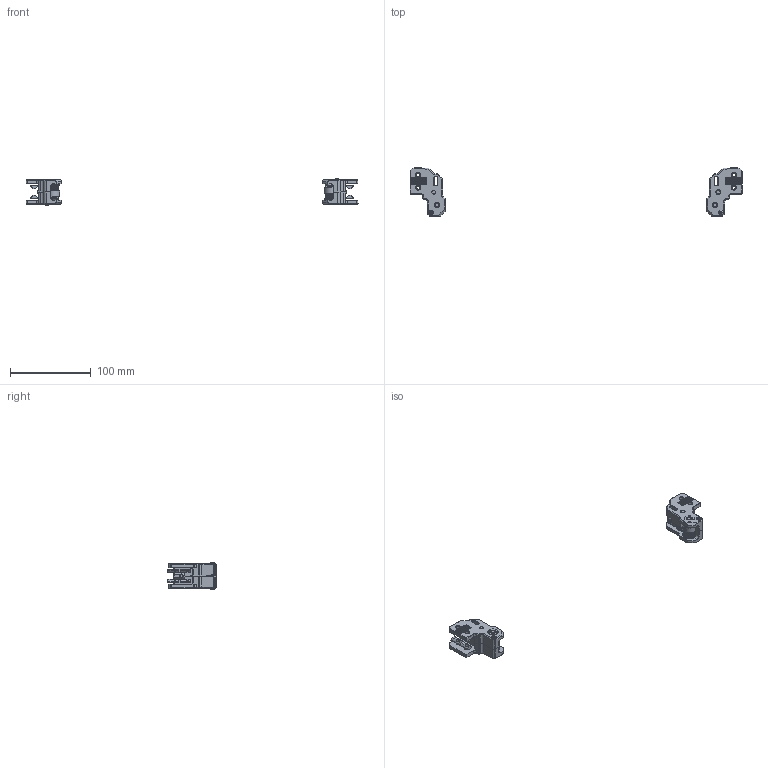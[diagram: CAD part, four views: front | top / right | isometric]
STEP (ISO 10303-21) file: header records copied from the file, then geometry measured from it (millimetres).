
FILE_DESCRIPTION(/* description */ ('','CAx-IF Rec.Pracs.---Representation and Presentation of Product Manufacturing Information (PMI)---4.0---2014-10-13'),/* implementation_level */ '2;1');
FILE_NAME(/* name */ '_1_Printed_V2_6mm_front_motorless_mounts_FT.step',/* time_stamp */ '2025-01-28T16:49:19+01:00',/* author */ (''),/* organization */ (''),/* preprocessor_version */ 'ST-DEVELOPER v20',/* originating_system */ 'Autodesk Translation Framework v13.20.0.188',/* authorisation */ '');
FILE_SCHEMA (('AP242_MANAGED_MODEL_BASED_3D_ENGINEERING_MIM_LF { 1 0 10303 442 1 1 4 }'));
Length unit declared in the file: millimetre
Products named in the file (20): _1_Printed_V2_6mm_front_motorless_mounts_FT; _Printed_V2_6mm_front_motorless_mount; _Printed_V2_6mm_front_motorless_mount_hardware; _Printed_6mm_front_motorless_mount_motion; _Printed_V2_6mm_front_motorless_mount_1; _Printed_V2_6mm_front_motorless_mount_hardware_1; M3x30 BHCS; M3xD5x4 threaded insert; M5x10 BHCS; M5 washer; M5 2020 drop-in T-nut; _Printed_6mm_front_motorless_mount_motion_1; GT2 20T 6mm pulley; Shim 1mm; D5x30 smooth pin; Shim 0.5mm; Printed_spacer; F695 flanged bearing; Printed_V2_6mm_front_motorless_mount_a; Printed_V2_6mm_front_motorless_mount_b
Assembly tree (52 placements, depth 4):
  _1_Printed_V2_6mm_front_motorless_mounts_FT
    _Printed_V2_6mm_front_motorless_mount
      _Printed_V2_6mm_front_motorless_mount_hardware
        M3x30 BHCS
        M3xD5x4 threaded insert
        M5x10 BHCS
        M5 2020 drop-in T-nut  x5
        M5 washer
      _Printed_6mm_front_motorless_mount_motion
        GT2 20T 6mm pulley
        F695 flanged bearing  x4
        Shim 1mm
        Shim 0.5mm  x3
        D5x30 smooth pin  x2
        Printed_spacer
      Printed_V2_6mm_front_motorless_mount_a
      Printed_V2_6mm_front_motorless_mount_b
    _Printed_V2_6mm_front_motorless_mount_1
      _Printed_V2_6mm_front_motorless_mount_hardware_1
        M3x30 BHCS
        M3xD5x4 threaded insert
        M5x10 BHCS
        M5 2020 drop-in T-nut  x5
        M5 washer
      _Printed_6mm_front_motorless_mount_motion_1
        GT2 20T 6mm pulley
        F695 flanged bearing  x4
        Shim 1mm
        Shim 0.5mm  x3
        D5x30 smooth pin  x2
        Printed_spacer
      Printed_V2_6mm_front_motorless_mount_a
      Printed_V2_6mm_front_motorless_mount_b
Bounding box: 410 x 59.55 x 33.3 mm (x, y, z)
Volume: 62635 mm3; surface area: 43457.2 mm2
Topology: 50 solids, 50 shells, 2096 faces, 5240 edges, 3342 vertices
Faces by surface type: plane 854, cylinder 678, cone 330, bspline 200, torus 30, sphere 4
Full cylindrical faces by diameter (mm): 2.9 x2, 3 x10, 3.4 x4, 4.2 x12, 4.25 x2, 4.6 x2, 4.7 x2, 5 x24, 5.2 x4, 5.3 x2, 5.366 x4, 5.4 x8, 5.6 x2, 5.7 x2, 6.2 x2, 6.5 x16, 8 x14, 8.8 x2, 9.5 x2, 10 x4, 11.5 x16, 13 x8, 15 x8, 15.5 x4, 16 x4, 17 x2
Entity records: 30768 total; most frequent: CARTESIAN_POINT 9162, DIRECTION 4419, ORIENTED_EDGE 4380, EDGE_CURVE 2190, AXIS2_PLACEMENT_3D 1635, VERTEX_POINT 1396, LINE 1149, VECTOR 1149
